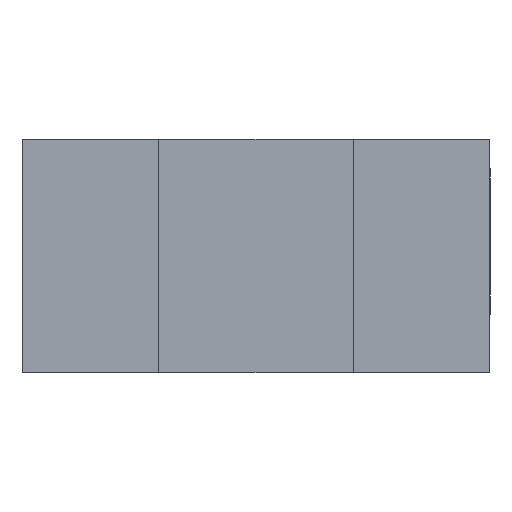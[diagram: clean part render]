
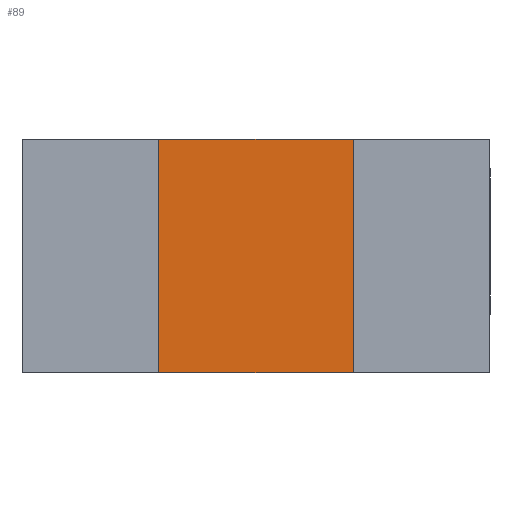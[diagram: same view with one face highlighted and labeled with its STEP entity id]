
A CAD part, left-side view. The second image highlights one B-rep face of the part: STEP entity #89.
In plain terms, the highlighted planar face has unit normal (-1, 0, 0).
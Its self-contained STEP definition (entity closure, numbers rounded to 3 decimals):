
#28 = LINE ( 'NONE', #581, #543 ) ;
#73 = EDGE_CURVE ( 'NONE', #400, #923, #342, .T. ) ;
#74 = FACE_OUTER_BOUND ( 'NONE', #775, .T. ) ;
#89 = ADVANCED_FACE ( 'NONE', ( #74 ), #881, .F. ) ;
#127 = CARTESIAN_POINT ( 'NONE',  ( 27., -5., 0. ) ) ;
#146 = DIRECTION ( 'NONE',  ( 0., 0., -1. ) ) ;
#148 = DIRECTION ( 'NONE',  ( 0., -1., 0. ) ) ;
#178 = DIRECTION ( 'NONE',  ( 0., -1., 0. ) ) ;
#217 = VECTOR ( 'NONE', #178, 1000. ) ;
#263 = VERTEX_POINT ( 'NONE', #669 ) ;
#299 = CARTESIAN_POINT ( 'NONE',  ( 27., -5., 12. ) ) ;
#328 = AXIS2_PLACEMENT_3D ( 'NONE', #811, #1168, #146 ) ;
#342 = LINE ( 'NONE', #607, #698 ) ;
#344 = ORIENTED_EDGE ( 'NONE', *, *, #73, .T. ) ;
#390 = VECTOR ( 'NONE', #651, 1000. ) ;
#399 = EDGE_CURVE ( 'NONE', #263, #923, #570, .T. ) ;
#400 = VERTEX_POINT ( 'NONE', #666 ) ;
#433 = ORIENTED_EDGE ( 'NONE', *, *, #1092, .F. ) ;
#465 = EDGE_CURVE ( 'NONE', #569, #400, #28, .T. ) ;
#477 = ORIENTED_EDGE ( 'NONE', *, *, #399, .F. ) ;
#543 = VECTOR ( 'NONE', #589, 1000. ) ;
#569 = VERTEX_POINT ( 'NONE', #709 ) ;
#570 = LINE ( 'NONE', #299, #390 ) ;
#581 = CARTESIAN_POINT ( 'NONE',  ( 27., 5., 12. ) ) ;
#589 = DIRECTION ( 'NONE',  ( 0., 0., -1. ) ) ;
#607 = CARTESIAN_POINT ( 'NONE',  ( 27., 5., 0. ) ) ;
#651 = DIRECTION ( 'NONE',  ( 0., 0., -1. ) ) ;
#666 = CARTESIAN_POINT ( 'NONE',  ( 27., 5., 0. ) ) ;
#669 = CARTESIAN_POINT ( 'NONE',  ( 27., -5., 12. ) ) ;
#698 = VECTOR ( 'NONE', #148, 1000. ) ;
#709 = CARTESIAN_POINT ( 'NONE',  ( 27., 5., 12. ) ) ;
#728 = LINE ( 'NONE', #838, #217 ) ;
#775 = EDGE_LOOP ( 'NONE', ( #344, #477, #433, #1119 ) ) ;
#811 = CARTESIAN_POINT ( 'NONE',  ( 27., 5., 12. ) ) ;
#838 = CARTESIAN_POINT ( 'NONE',  ( 27., 5., 12. ) ) ;
#881 = PLANE ( 'NONE',  #328 ) ;
#923 = VERTEX_POINT ( 'NONE', #127 ) ;
#1092 = EDGE_CURVE ( 'NONE', #569, #263, #728, .T. ) ;
#1119 = ORIENTED_EDGE ( 'NONE', *, *, #465, .T. ) ;
#1168 = DIRECTION ( 'NONE',  ( 1., 0., 0. ) ) ;
